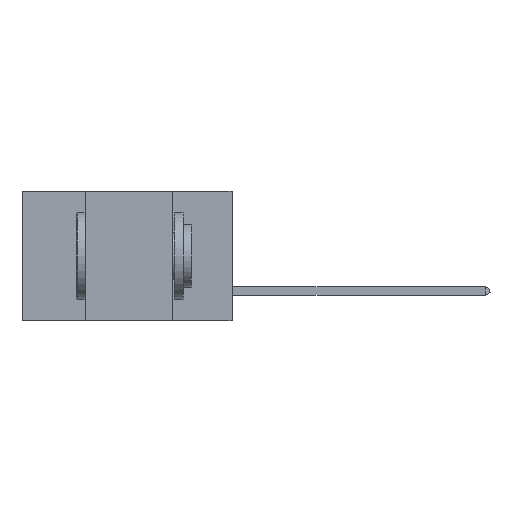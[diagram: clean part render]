
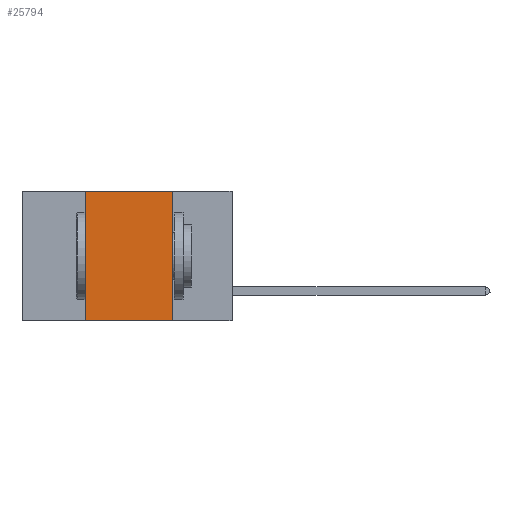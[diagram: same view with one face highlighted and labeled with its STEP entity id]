
A CAD part, left-side view. The second image highlights one B-rep face of the part: STEP entity #25794.
In plain terms, the highlighted planar face has unit normal (-1, 0, 0).
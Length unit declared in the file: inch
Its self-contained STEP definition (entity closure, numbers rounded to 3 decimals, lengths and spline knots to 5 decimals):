
#3588 = CARTESIAN_POINT ( 'NONE',  ( 0., 0.17, -0.37 ) ) ;
#3649 = CARTESIAN_POINT ( 'NONE',  ( 0., 0.6, 0. ) ) ;
#3915 = CARTESIAN_POINT ( 'NONE',  ( 0., 0.17, 0. ) ) ;
#5521 = ORIENTED_EDGE ( 'NONE', *, *, #17894, .T. ) ;
#5642 = CARTESIAN_POINT ( 'NONE',  ( 0., 0.6, 0. ) ) ;
#5856 = DIRECTION ( 'NONE',  ( 0., -1., 0. ) ) ;
#6308 = CARTESIAN_POINT ( 'NONE',  ( 0., 0.42, 0. ) ) ;
#6803 = VERTEX_POINT ( 'NONE', #9195 ) ;
#8520 = EDGE_CURVE ( 'NONE', #16559, #12202, #31529, .T. ) ;
#9022 = ORIENTED_EDGE ( 'NONE', *, *, #10699, .F. ) ;
#9195 = CARTESIAN_POINT ( 'NONE',  ( 0., 0.42, -0.37 ) ) ;
#9451 = DIRECTION ( 'NONE',  ( 0., 0., -1. ) ) ;
#10699 = EDGE_CURVE ( 'NONE', #6803, #25799, #28986, .T. ) ;
#12202 = VERTEX_POINT ( 'NONE', #3588 ) ;
#13973 = DIRECTION ( 'NONE',  ( 1., 0., 0. ) ) ;
#14378 = EDGE_CURVE ( 'NONE', #25799, #16559, #31406, .T. ) ;
#14771 = VECTOR ( 'NONE', #15613, 39.37008 ) ;
#15188 = LINE ( 'NONE', #18616, #14771 ) ;
#15536 = VECTOR ( 'NONE', #9451, 39.37008 ) ;
#15613 = DIRECTION ( 'NONE',  ( 0., -1., 0. ) ) ;
#16201 = CARTESIAN_POINT ( 'NONE',  ( 0., 0.42, 0. ) ) ;
#16559 = VERTEX_POINT ( 'NONE', #3915 ) ;
#17894 = EDGE_CURVE ( 'NONE', #6803, #12202, #15188, .T. ) ;
#18467 = FACE_OUTER_BOUND ( 'NONE', #22542, .T. ) ;
#18616 = CARTESIAN_POINT ( 'NONE',  ( 0., 0.6, -0.37 ) ) ;
#18845 = ORIENTED_EDGE ( 'NONE', *, *, #14378, .F. ) ;
#19826 = VECTOR ( 'NONE', #5856, 39.37008 ) ;
#20372 = AXIS2_PLACEMENT_3D ( 'NONE', #3649, #13973, #21422 ) ;
#21422 = DIRECTION ( 'NONE',  ( 0., 0., -1. ) ) ;
#22009 = CARTESIAN_POINT ( 'NONE',  ( 0., 0.17, 0. ) ) ;
#22542 = EDGE_LOOP ( 'NONE', ( #25362, #18845, #9022, #5521 ) ) ;
#23389 = VECTOR ( 'NONE', #24195, 39.37008 ) ;
#24195 = DIRECTION ( 'NONE',  ( 0., 0., 1. ) ) ;
#25362 = ORIENTED_EDGE ( 'NONE', *, *, #8520, .F. ) ;
#25794 = ADVANCED_FACE ( 'NONE', ( #18467 ), #29223, .F. ) ;
#25799 = VERTEX_POINT ( 'NONE', #16201 ) ;
#28986 = LINE ( 'NONE', #6308, #23389 ) ;
#29223 = PLANE ( 'NONE',  #20372 ) ;
#31406 = LINE ( 'NONE', #5642, #19826 ) ;
#31529 = LINE ( 'NONE', #22009, #15536 ) ;
